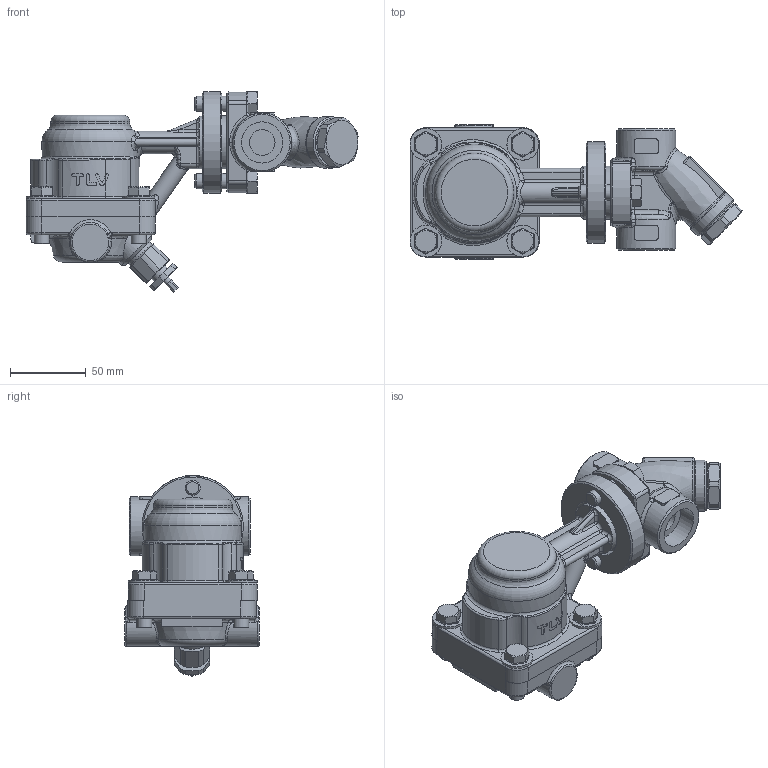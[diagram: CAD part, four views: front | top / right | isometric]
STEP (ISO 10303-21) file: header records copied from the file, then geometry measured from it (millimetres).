
FILE_DESCRIPTION(/* description */ (''),/* implementation_level */ '2;1');
FILE_NAME(/* name */ 'fsnlz-020-sw000-02.stp',/* time_stamp */ '2018-09-18T09:05:48+09:00',/* author */ ('nakaot'),/* organization */ (''),/* preprocessor_version */ 'ST-DEVELOPER v15.6',/* originating_system */ 'Autodesk Inventor 2015',/* authorisation */ '');
FILE_SCHEMA (('CONFIG_CONTROL_DESIGN'));
Length unit declared in the file: centimetre
Products named in the file (1): fsnlz-020-sw000-02
Bounding box: 219.28 x 89 x 132.46 mm (x, y, z)
Volume: 624542.3 mm3; surface area: 95153.3 mm2
Topology: 1 solids, 7 shells, 710 faces, 1689 edges, 1017 vertices
Faces by surface type: plane 239, cylinder 229, bspline 99, cone 67, torus 66, sphere 10
Full cylindrical faces by diameter (mm): 4 x2, 4.6 x1, 6 x1, 7 x1, 10 x9, 10.5 x2, 11 x4, 12 x1, 12.6 x1, 14.5 x1, 16 x1, 17 x2, 20 x1, 21 x4, 24 x2, 24.2 x1, 25 x2, 27.2 x2, 28 x1, 29 x1, 30.9 x1, 33.6 x1, 33.8 x1, 34 x1, 35 x3, 35.5 x1, 35.6 x1, 39 x3, 52 x1, 67 x1
Entity records: 24179 total; most frequent: CARTESIAN_POINT 8704, ORIENTED_EDGE 3112, DIRECTION 3085, EDGE_CURVE 1556, AXIS2_PLACEMENT_3D 1296, VERTEX_POINT 978, EDGE_LOOP 848, FACE_OUTER_BOUND 710
